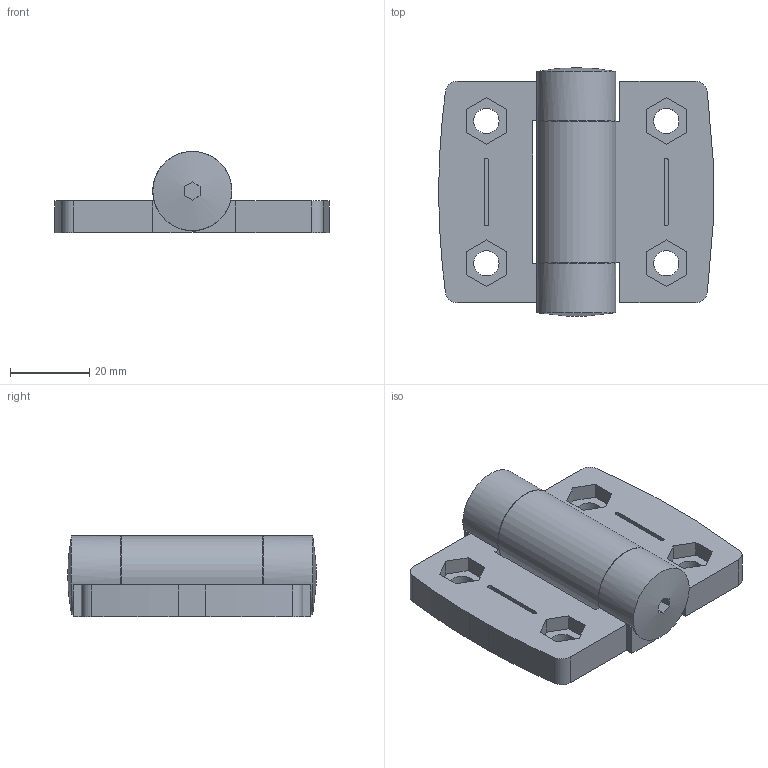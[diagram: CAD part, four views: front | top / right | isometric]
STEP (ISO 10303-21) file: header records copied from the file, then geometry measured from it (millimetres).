
FILE_DESCRIPTION( ( 'STEP AP214' ), '1' );
FILE_NAME( 'K0440.5623230000.stp', '2020-12-08T08:51:06', ( '' ), ( '' ), ' ', 'PARTsolutions', ' ' );
FILE_SCHEMA( ( 'AUTOMOTIVE_DESIGN { 1 0 10303 214 1 1 1 1 }' ) );
Length unit declared in the file: millimetre
Products named in the file (1): _K0440.5623230000
Bounding box: 69.33 x 62.86 x 20.5 mm (x, y, z)
Volume: 35713.4 mm3; surface area: 15695.6 mm2
Topology: 1 solids, 1 shells, 125 faces, 335 edges, 223 vertices
Faces by surface type: plane 96, cylinder 27, sphere 2
Full cylindrical faces by diameter (mm): 0.2 x2, 6.4 x4, 20 x2
Entity records: 4828 total; most frequent: CARTESIAN_POINT 665, ORIENTED_EDGE 640, DIRECTION 634, EDGE_CURVE 320, LINE 258, VECTOR 258, VERTEX_POINT 219, AXIS2_PLACEMENT_3D 188
